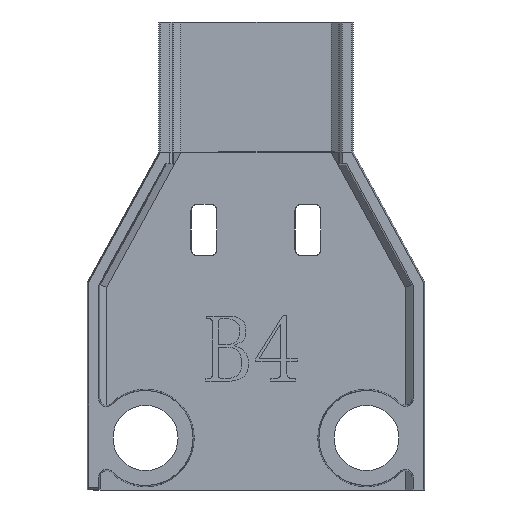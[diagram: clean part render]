
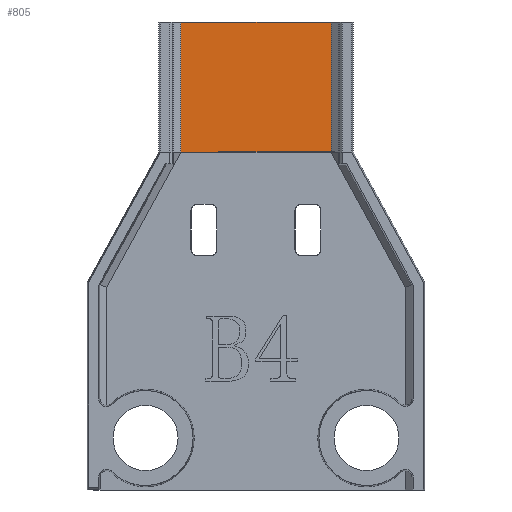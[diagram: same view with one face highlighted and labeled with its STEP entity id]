
A CAD part, front view. The second image highlights one B-rep face of the part: STEP entity #805.
In plain terms, the highlighted planar face has unit normal (0, -1, 0).
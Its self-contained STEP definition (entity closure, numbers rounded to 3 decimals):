
#97 = DIRECTION ( 'NONE',  ( 1., 0., 0. ) ) ;
#435 = CARTESIAN_POINT ( 'NONE',  ( 5.778, 5.5, 36. ) ) ;
#482 = VECTOR ( 'NONE', #3019, 1000. ) ;
#588 = EDGE_CURVE ( 'NONE', #652, #1161, #2297, .T. ) ;
#651 = CARTESIAN_POINT ( 'NONE',  ( 5.778, 5.5, 36. ) ) ;
#652 = VERTEX_POINT ( 'NONE', #4893 ) ;
#784 = DIRECTION ( 'NONE',  ( 0., 0., 1. ) ) ;
#805 = ADVANCED_FACE ( 'NONE', ( #2050 ), #5583, .F. ) ;
#1056 = VECTOR ( 'NONE', #5568, 1000. ) ;
#1161 = VERTEX_POINT ( 'NONE', #3329 ) ;
#1424 = VERTEX_POINT ( 'NONE', #1885 ) ;
#1520 = VERTEX_POINT ( 'NONE', #651 ) ;
#1823 = ORIENTED_EDGE ( 'NONE', *, *, #2040, .F. ) ;
#1885 = CARTESIAN_POINT ( 'NONE',  ( -5.778, 5.5, 36. ) ) ;
#1948 = VECTOR ( 'NONE', #97, 1000. ) ;
#2040 = EDGE_CURVE ( 'NONE', #1520, #1161, #3915, .T. ) ;
#2050 = FACE_OUTER_BOUND ( 'NONE', #5150, .T. ) ;
#2245 = ORIENTED_EDGE ( 'NONE', *, *, #4622, .F. ) ;
#2297 = LINE ( 'NONE', #4067, #1948 ) ;
#2904 = ORIENTED_EDGE ( 'NONE', *, *, #4874, .T. ) ;
#3019 = DIRECTION ( 'NONE',  ( 0., 0., -1. ) ) ;
#3329 = CARTESIAN_POINT ( 'NONE',  ( 5.778, 5.5, 26. ) ) ;
#3395 = DIRECTION ( 'NONE',  ( 0., 1., 0. ) ) ;
#3823 = CARTESIAN_POINT ( 'NONE',  ( -5.778, 5.5, 36. ) ) ;
#3915 = LINE ( 'NONE', #435, #482 ) ;
#3922 = VECTOR ( 'NONE', #4769, 1000. ) ;
#4067 = CARTESIAN_POINT ( 'NONE',  ( -5.778, 5.5, 26. ) ) ;
#4120 = ORIENTED_EDGE ( 'NONE', *, *, #588, .T. ) ;
#4622 = EDGE_CURVE ( 'NONE', #1424, #1520, #4739, .T. ) ;
#4739 = LINE ( 'NONE', #5137, #3922 ) ;
#4769 = DIRECTION ( 'NONE',  ( 1., 0., 0. ) ) ;
#4786 = CARTESIAN_POINT ( 'NONE',  ( -5.778, 5.5, 36. ) ) ;
#4874 = EDGE_CURVE ( 'NONE', #1424, #652, #5647, .T. ) ;
#4893 = CARTESIAN_POINT ( 'NONE',  ( -5.778, 5.5, 26. ) ) ;
#4998 = AXIS2_PLACEMENT_3D ( 'NONE', #3823, #3395, #784 ) ;
#5137 = CARTESIAN_POINT ( 'NONE',  ( -5.778, 5.5, 36. ) ) ;
#5150 = EDGE_LOOP ( 'NONE', ( #4120, #1823, #2245, #2904 ) ) ;
#5568 = DIRECTION ( 'NONE',  ( 0., 0., -1. ) ) ;
#5583 = PLANE ( 'NONE',  #4998 ) ;
#5647 = LINE ( 'NONE', #4786, #1056 ) ;
